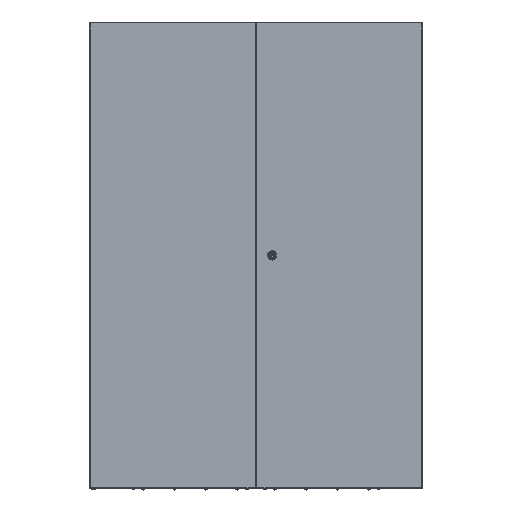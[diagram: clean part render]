
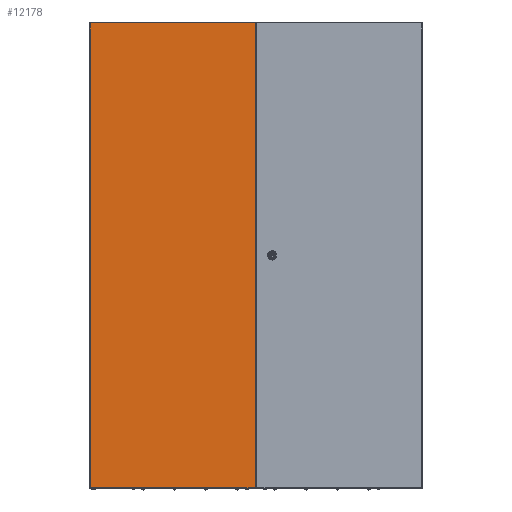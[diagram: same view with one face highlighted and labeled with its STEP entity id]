
A CAD part, top view. The second image highlights one B-rep face of the part: STEP entity #12178.
In plain terms, the highlighted planar face has unit normal (0, 0, 1).
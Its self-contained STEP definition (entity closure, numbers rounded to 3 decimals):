
#5305 = CARTESIAN_POINT ( 'NONE',  ( 2.63, 3., 17.5 ) ) ;
#11355 = FACE_OUTER_BOUND ( 'NONE', #68954, .T. ) ;
#12178 = ADVANCED_FACE ( 'NONE', ( #11355 ), #37918, .T. ) ;
#13023 = DIRECTION ( 'NONE',  ( 0., 0., 1. ) ) ;
#13337 = CARTESIAN_POINT ( 'NONE',  ( 2.63, 3., 17.5 ) ) ;
#20997 = CARTESIAN_POINT ( 'NONE',  ( 2.63, 1397., 17.5 ) ) ;
#30259 = LINE ( 'NONE', #13337, #88396 ) ;
#31712 = EDGE_CURVE ( 'NONE', #98847, #64706, #56054, .T. ) ;
#33590 = VECTOR ( 'NONE', #102493, 1000. ) ;
#35347 = ORIENTED_EDGE ( 'NONE', *, *, #101314, .T. ) ;
#37918 = PLANE ( 'NONE',  #89958 ) ;
#38471 = DIRECTION ( 'NONE',  ( 1., 0., 0. ) ) ;
#40998 = CARTESIAN_POINT ( 'NONE',  ( 2.63, 1397., 17.5 ) ) ;
#44417 = CARTESIAN_POINT ( 'NONE',  ( 2.63, 1397., 17.5 ) ) ;
#46479 = VERTEX_POINT ( 'NONE', #93045 ) ;
#48963 = EDGE_CURVE ( 'NONE', #46479, #98847, #68104, .T. ) ;
#54871 = CARTESIAN_POINT ( 'NONE',  ( 0., 0., 17.5 ) ) ;
#55422 = VECTOR ( 'NONE', #65093, 1000. ) ;
#56054 = LINE ( 'NONE', #20997, #55422 ) ;
#62865 = CARTESIAN_POINT ( 'NONE',  ( 497.13, 1397., 17.5 ) ) ;
#64706 = VERTEX_POINT ( 'NONE', #5305 ) ;
#65093 = DIRECTION ( 'NONE',  ( 0., -1., 0. ) ) ;
#68104 = LINE ( 'NONE', #40998, #33590 ) ;
#68954 = EDGE_LOOP ( 'NONE', ( #82092, #35347, #87649, #87410 ) ) ;
#75935 = EDGE_CURVE ( 'NONE', #88957, #46479, #82020, .T. ) ;
#82020 = LINE ( 'NONE', #62865, #91259 ) ;
#82092 = ORIENTED_EDGE ( 'NONE', *, *, #31712, .T. ) ;
#84114 = CARTESIAN_POINT ( 'NONE',  ( 497.13, 3., 17.5 ) ) ;
#87410 = ORIENTED_EDGE ( 'NONE', *, *, #48963, .T. ) ;
#87649 = ORIENTED_EDGE ( 'NONE', *, *, #75935, .T. ) ;
#88396 = VECTOR ( 'NONE', #99149, 1000. ) ;
#88957 = VERTEX_POINT ( 'NONE', #84114 ) ;
#89958 = AXIS2_PLACEMENT_3D ( 'NONE', #54871, #13023, #38471 ) ;
#91259 = VECTOR ( 'NONE', #107335, 1000. ) ;
#93045 = CARTESIAN_POINT ( 'NONE',  ( 497.13, 1397., 17.5 ) ) ;
#98847 = VERTEX_POINT ( 'NONE', #44417 ) ;
#99149 = DIRECTION ( 'NONE',  ( 1., 0., 0. ) ) ;
#101314 = EDGE_CURVE ( 'NONE', #64706, #88957, #30259, .T. ) ;
#102493 = DIRECTION ( 'NONE',  ( -1., 0., 0. ) ) ;
#107335 = DIRECTION ( 'NONE',  ( 0., 1., 0. ) ) ;
